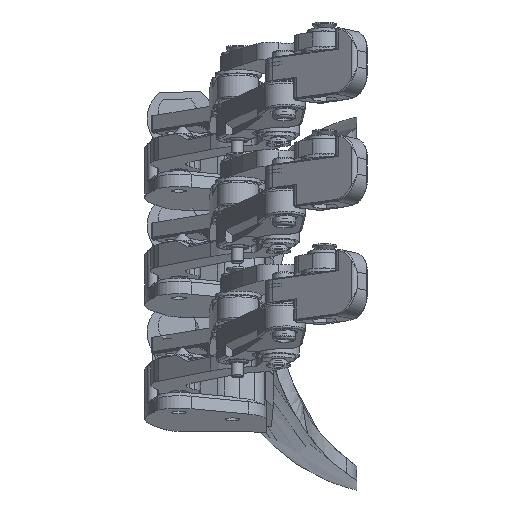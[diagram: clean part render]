
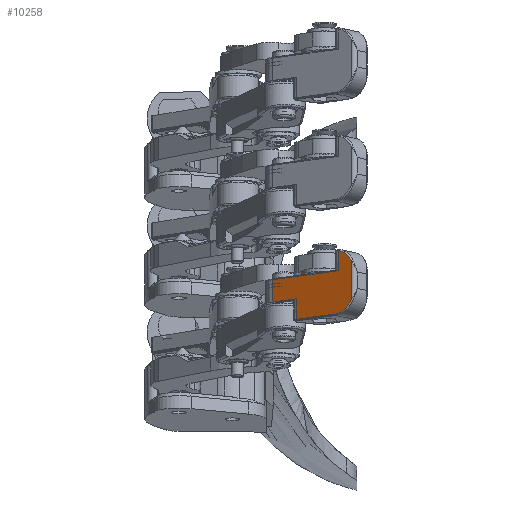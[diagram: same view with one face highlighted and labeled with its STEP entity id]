
A CAD part, left-side view. The second image highlights one B-rep face of the part: STEP entity #10258.
In plain terms, the highlighted face is planar.
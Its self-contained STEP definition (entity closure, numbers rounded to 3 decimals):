
#836=PLANE('',#11334);
#1271=CIRCLE('',#11335,5.7);
#1272=CIRCLE('',#11336,5.7);
#1812=FACE_OUTER_BOUND('',#2437,.T.);
#2437=EDGE_LOOP('',(#8301,#8302,#8303,#8304,#8305,#8306,#8307,#8308,#8309));
#3099=LINE('',#18607,#3824);
#3115=LINE('',#18755,#3840);
#3116=LINE('',#18757,#3841);
#3117=LINE('',#18759,#3842);
#3118=LINE('',#18761,#3843);
#3119=LINE('',#18763,#3844);
#3120=LINE('',#18765,#3845);
#3824=VECTOR('',#13423,1000.);
#3840=VECTOR('',#13481,1000.);
#3841=VECTOR('',#13482,1000.);
#3842=VECTOR('',#13483,1000.);
#3843=VECTOR('',#13484,1000.);
#3844=VECTOR('',#13485,1000.);
#3845=VECTOR('',#13486,1000.);
#4872=VERTEX_POINT('',#18597);
#4873=VERTEX_POINT('',#18606);
#4899=VERTEX_POINT('',#18753);
#4900=VERTEX_POINT('',#18754);
#4901=VERTEX_POINT('',#18756);
#4902=VERTEX_POINT('',#18758);
#4903=VERTEX_POINT('',#18760);
#4904=VERTEX_POINT('',#18762);
#4905=VERTEX_POINT('',#18764);
#6065=EDGE_CURVE('',#4872,#4873,#3099,.T.);
#6098=EDGE_CURVE('',#4899,#4900,#3115,.T.);
#6099=EDGE_CURVE('',#4900,#4901,#3116,.T.);
#6100=EDGE_CURVE('',#4901,#4902,#3117,.T.);
#6101=EDGE_CURVE('',#4902,#4903,#3118,.T.);
#6102=EDGE_CURVE('',#4903,#4904,#3119,.T.);
#6103=EDGE_CURVE('',#4904,#4905,#3120,.T.);
#6104=EDGE_CURVE('',#4905,#4873,#1271,.T.);
#6105=EDGE_CURVE('',#4872,#4899,#1272,.T.);
#8301=ORIENTED_EDGE('',*,*,#6098,.T.);
#8302=ORIENTED_EDGE('',*,*,#6099,.T.);
#8303=ORIENTED_EDGE('',*,*,#6100,.T.);
#8304=ORIENTED_EDGE('',*,*,#6101,.T.);
#8305=ORIENTED_EDGE('',*,*,#6102,.T.);
#8306=ORIENTED_EDGE('',*,*,#6103,.T.);
#8307=ORIENTED_EDGE('',*,*,#6104,.T.);
#8308=ORIENTED_EDGE('',*,*,#6065,.F.);
#8309=ORIENTED_EDGE('',*,*,#6105,.T.);
#10258=ADVANCED_FACE('',(#1812),#836,.F.);
#11334=AXIS2_PLACEMENT_3D('',#18752,#13479,#13480);
#11335=AXIS2_PLACEMENT_3D('',#18766,#13487,#13488);
#11336=AXIS2_PLACEMENT_3D('',#18767,#13489,#13490);
#13423=DIRECTION('',(0.,0.,-1.));
#13479=DIRECTION('center_axis',(0.478,-0.879,0.));
#13480=DIRECTION('ref_axis',(0.879,0.478,0.));
#13481=DIRECTION('',(0.,0.,-1.));
#13482=DIRECTION('',(0.879,0.478,0.));
#13483=DIRECTION('',(0.,0.,-1.));
#13484=DIRECTION('',(-0.879,-0.478,0.));
#13485=DIRECTION('',(0.,0.,-1.));
#13486=DIRECTION('',(-0.879,-0.478,0.));
#13487=DIRECTION('center_axis',(-0.478,0.879,0.));
#13488=DIRECTION('ref_axis',(0.879,0.478,0.));
#13489=DIRECTION('center_axis',(-0.478,0.879,0.));
#13490=DIRECTION('ref_axis',(0.879,0.478,0.));
#18597=CARTESIAN_POINT('',(-107.019,73.167,7.737));
#18606=CARTESIAN_POINT('',(-107.019,73.167,-1.737));
#18607=CARTESIAN_POINT('',(-107.019,73.167,4.));
#18752=CARTESIAN_POINT('Origin',(-104.384,74.6,4.));
#18753=CARTESIAN_POINT('',(-103.533,75.062,10.606));
#18754=CARTESIAN_POINT('',(-103.533,75.062,5.7));
#18755=CARTESIAN_POINT('',(-103.533,75.062,4.));
#18756=CARTESIAN_POINT('',(-85.939,84.628,5.7));
#18757=CARTESIAN_POINT('',(-85.939,84.628,5.7));
#18758=CARTESIAN_POINT('',(-85.939,84.628,0.3));
#18759=CARTESIAN_POINT('',(-85.939,84.628,4.));
#18760=CARTESIAN_POINT('',(-92.278,81.181,0.3));
#18761=CARTESIAN_POINT('',(-104.384,74.6,0.3));
#18762=CARTESIAN_POINT('',(-92.278,81.181,-4.7));
#18763=CARTESIAN_POINT('',(-92.278,81.181,4.));
#18764=CARTESIAN_POINT('',(-102.626,75.555,-4.7));
#18765=CARTESIAN_POINT('',(-102.626,75.555,-4.7));
#18766=CARTESIAN_POINT('Origin',(-102.626,75.555,1.));
#18767=CARTESIAN_POINT('Origin',(-102.626,75.555,5.));
